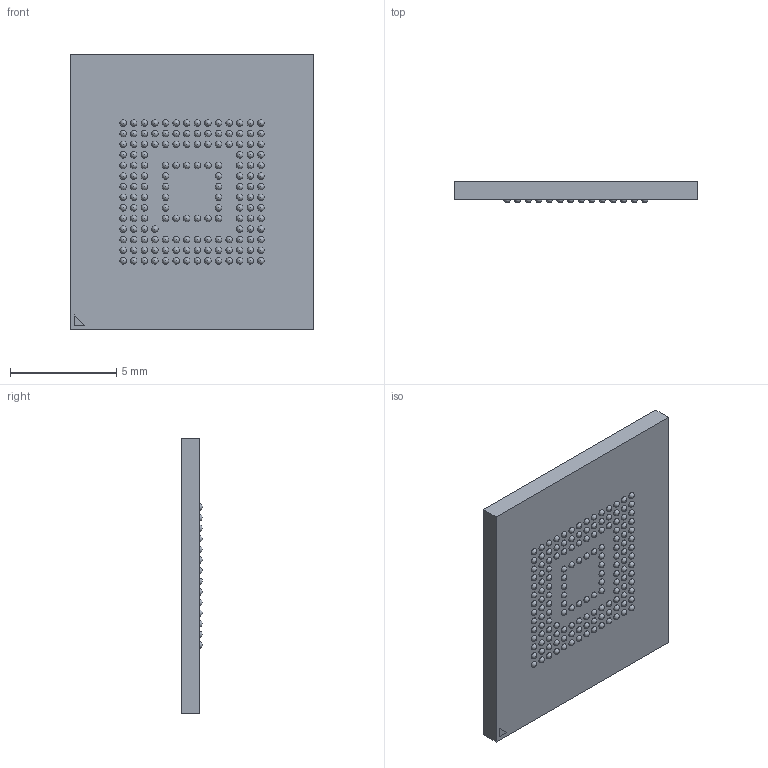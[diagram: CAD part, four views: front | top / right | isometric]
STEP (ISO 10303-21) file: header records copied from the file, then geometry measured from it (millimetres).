
FILE_DESCRIPTION (( 'STEP AP214' ), '1' );
FILE_NAME ('EMMC04G-W627-M06U.STEP', '2022-04-15T18:14:13', ( '' ), ( '' ), 'SwSTEP 2.0', 'SolidWorks 2017', '' );
FILE_SCHEMA (( 'AUTOMOTIVE_DESIGN' ));
Length unit declared in the file: millimetre
Products named in the file (1): EMMC04G-W627-M06U
Bounding box: 11.5 x 1 x 13 mm (x, y, z)
Volume: 128.2 mm3; surface area: 374.8 mm2
Topology: 156 solids, 156 shells, 328 faces, 807 edges, 640 vertices
Faces by surface type: plane 171, sphere 153, cylinder 4
Entity records: 8103 total; most frequent: DIRECTION 1320, CARTESIAN_POINT 1011, ORIENTED_EDGE 696, AXIS2_PLACEMENT_3D 643, EDGE_CURVE 348, VERTEX_POINT 334, EDGE_LOOP 330, ADVANCED_FACE 328
